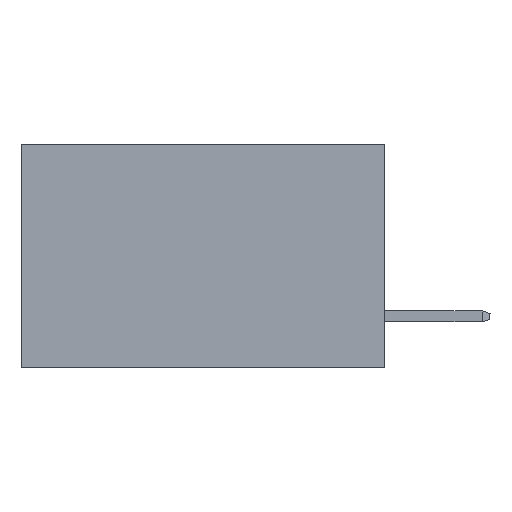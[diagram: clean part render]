
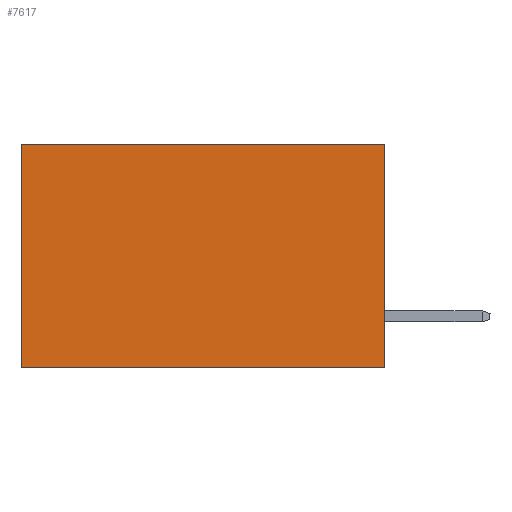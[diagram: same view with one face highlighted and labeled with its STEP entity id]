
A CAD part, left-side view. The second image highlights one B-rep face of the part: STEP entity #7617.
In plain terms, the highlighted planar face has unit normal (-1, 0, 0).
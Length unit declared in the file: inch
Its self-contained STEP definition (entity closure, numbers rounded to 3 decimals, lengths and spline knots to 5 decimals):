
#1400 = CARTESIAN_POINT ( 'NONE',  ( 0.298, 0.6, -0.37 ) ) ;
#1617 = VERTEX_POINT ( 'NONE', #23819 ) ;
#2270 = CARTESIAN_POINT ( 'NONE',  ( 0.298, 0., -0.37 ) ) ;
#2577 = VERTEX_POINT ( 'NONE', #1400 ) ;
#2930 = VECTOR ( 'NONE', #10824, 39.37008 ) ;
#3163 = ORIENTED_EDGE ( 'NONE', *, *, #6790, .T. ) ;
#3480 = EDGE_CURVE ( 'NONE', #20906, #23281, #9002, .T. ) ;
#3952 = LINE ( 'NONE', #2270, #23126 ) ;
#5243 = CARTESIAN_POINT ( 'NONE',  ( 0.298, 0.6, 0. ) ) ;
#6304 = DIRECTION ( 'NONE',  ( 0., 1., 0. ) ) ;
#6790 = EDGE_CURVE ( 'NONE', #1617, #2577, #11414, .T. ) ;
#6945 = DIRECTION ( 'NONE',  ( 1., 0., 0. ) ) ;
#7617 = ADVANCED_FACE ( 'NONE', ( #14113 ), #18264, .F. ) ;
#8831 = CARTESIAN_POINT ( 'NONE',  ( 0.298, 0., 0. ) ) ;
#8909 = CARTESIAN_POINT ( 'NONE',  ( 0.298, 0., -0.37 ) ) ;
#9002 = LINE ( 'NONE', #8831, #2930 ) ;
#10215 = CARTESIAN_POINT ( 'NONE',  ( 0.298, 0., 0. ) ) ;
#10824 = DIRECTION ( 'NONE',  ( 0., 0., -1. ) ) ;
#11414 = LINE ( 'NONE', #5243, #24281 ) ;
#13386 = EDGE_CURVE ( 'NONE', #23281, #2577, #3952, .T. ) ;
#14113 = FACE_OUTER_BOUND ( 'NONE', #20615, .T. ) ;
#14124 = VECTOR ( 'NONE', #6304, 39.37008 ) ;
#15200 = AXIS2_PLACEMENT_3D ( 'NONE', #18428, #6945, #22259 ) ;
#17169 = LINE ( 'NONE', #10215, #14124 ) ;
#17493 = ORIENTED_EDGE ( 'NONE', *, *, #13386, .F. ) ;
#18264 = PLANE ( 'NONE',  #15200 ) ;
#18428 = CARTESIAN_POINT ( 'NONE',  ( 0.298, 0., 0. ) ) ;
#19444 = DIRECTION ( 'NONE',  ( 0., 1., 0. ) ) ;
#19840 = ORIENTED_EDGE ( 'NONE', *, *, #3480, .F. ) ;
#20562 = DIRECTION ( 'NONE',  ( 0., 0., -1. ) ) ;
#20615 = EDGE_LOOP ( 'NONE', ( #3163, #17493, #19840, #22817 ) ) ;
#20906 = VERTEX_POINT ( 'NONE', #22298 ) ;
#21121 = EDGE_CURVE ( 'NONE', #20906, #1617, #17169, .T. ) ;
#22259 = DIRECTION ( 'NONE',  ( 0., 0., -1. ) ) ;
#22298 = CARTESIAN_POINT ( 'NONE',  ( 0.298, 0., 0. ) ) ;
#22817 = ORIENTED_EDGE ( 'NONE', *, *, #21121, .T. ) ;
#23126 = VECTOR ( 'NONE', #19444, 39.37008 ) ;
#23281 = VERTEX_POINT ( 'NONE', #8909 ) ;
#23819 = CARTESIAN_POINT ( 'NONE',  ( 0.298, 0.6, 0. ) ) ;
#24281 = VECTOR ( 'NONE', #20562, 39.37008 ) ;
